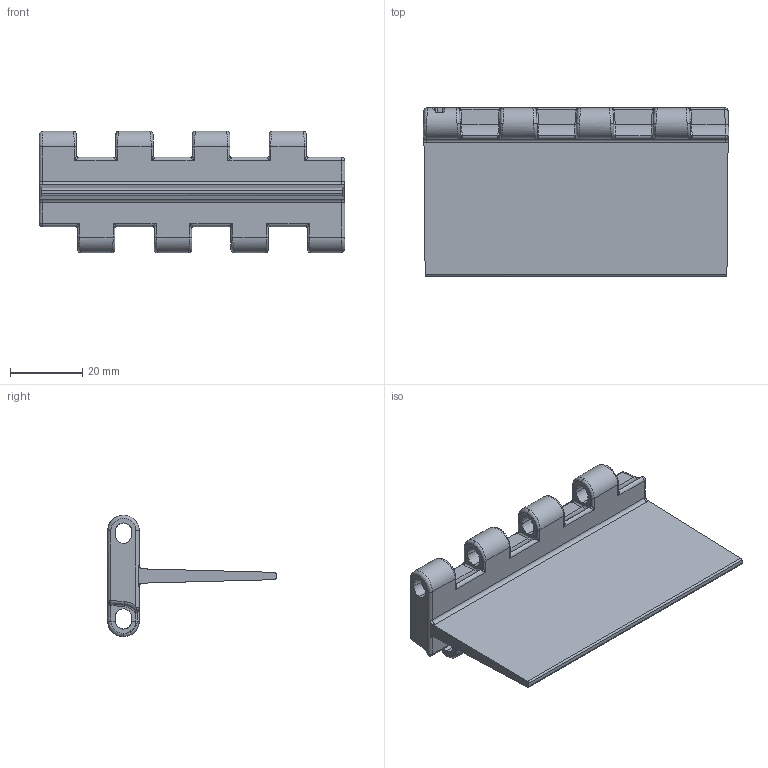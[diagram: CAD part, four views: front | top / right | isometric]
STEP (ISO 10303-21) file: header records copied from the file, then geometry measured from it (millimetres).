
FILE_DESCRIPTION (( 'STEP AP214' ), '1' );
FILE_NAME ('LF9253.1ET038.STEP', '2021-03-12T07:42:50', ( '' ), ( '' ), 'SwSTEP 2.0', 'SolidWorks 2019', '' );
FILE_SCHEMA (( 'AUTOMOTIVE_DESIGN' ));
Length unit declared in the file: millimetre
Products named in the file (1): LF9253.1ET038
Bounding box: 84.74 x 46.7 x 33.7 mm (x, y, z)
Volume: 20923 mm3; surface area: 15109 mm2
Topology: 1 solids, 1 shells, 601 faces, 1562 edges, 895 vertices
Faces by surface type: cylinder 250, bspline 182, plane 124, sphere 25, torus 20
Entity records: 26483 total; most frequent: CARTESIAN_POINT 14178, ORIENTED_EDGE 3016, DIRECTION 2068, EDGE_CURVE 1508, VERTEX_POINT 895, AXIS2_PLACEMENT_3D 766, EDGE_LOOP 607, ADVANCED_FACE 601
